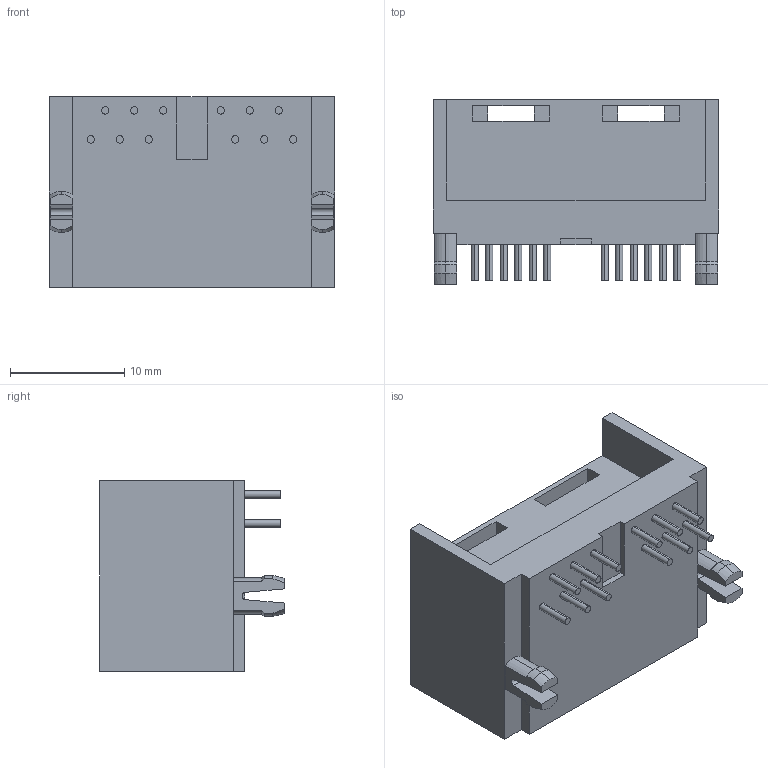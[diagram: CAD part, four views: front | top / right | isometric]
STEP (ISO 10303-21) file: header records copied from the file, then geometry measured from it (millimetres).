
FILE_DESCRIPTION(('STEP AP214'),'1');
FILE_NAME('94970001lf.stp','2020-03-24T14:05:03',('TraceParts'),('TraceParts S.A.'),'Spatial InterOp 3D',' ',' ');
FILE_SCHEMA(('AUTOMOTIVE_DESIGN { 1 0 10303 214 1 1 1 1 }'));
Length unit declared in the file: millimetre
Products named in the file (1): 94970001lf
Bounding box: 25.02 x 16.18 x 16.7 mm (x, y, z)
Volume: 2527.4 mm3; surface area: 3888.9 mm2
Topology: 1 solids, 1 shells, 362 faces, 936 edges, 588 vertices
Faces by surface type: plane 214, cylinder 108, torus 24, cone 16
Entity records: 11111 total; most frequent: CARTESIAN_POINT 2123, DIRECTION 1886, ORIENTED_EDGE 1872, EDGE_CURVE 936, LINE 656, VECTOR 656, AXIS2_PLACEMENT_3D 615, VERTEX_POINT 588
